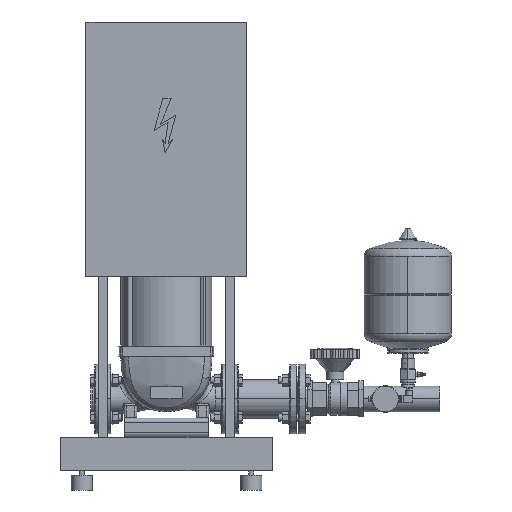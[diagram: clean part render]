
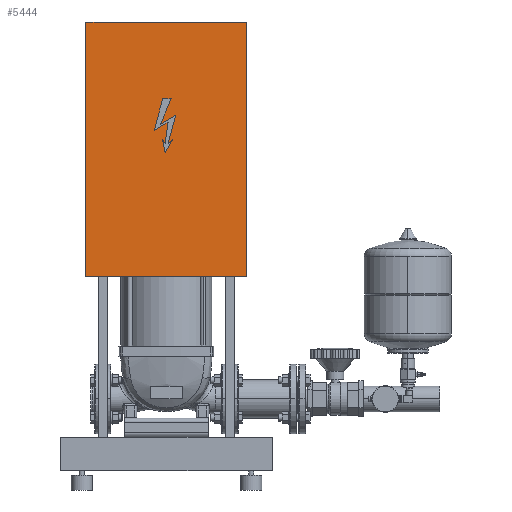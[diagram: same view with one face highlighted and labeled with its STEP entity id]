
A CAD part, front view. The second image highlights one B-rep face of the part: STEP entity #5444.
In plain terms, the highlighted planar face has unit normal (0, -1, 0).
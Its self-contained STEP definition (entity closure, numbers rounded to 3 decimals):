
#5263=CARTESIAN_POINT('',(-190.,-350.0,1105.0));
#5264=VERTEX_POINT('',#5263);
#5271=CARTESIAN_POINT('',(190.,-350.0,1105.0));
#5272=VERTEX_POINT('',#5271);
#5273=CARTESIAN_POINT('',(-190.,-350.0,1105.0));
#5274=DIRECTION('',(1.0,0.0,0.0));
#5275=VECTOR('',#5274,380.);
#5276=LINE('',#5273,#5275);
#5277=EDGE_CURVE('',#5264,#5272,#5276,.T.);
#5324=CARTESIAN_POINT('',(-190.,-350.,505.0));
#5325=VERTEX_POINT('',#5324);
#5332=CARTESIAN_POINT('',(-190.,-350.,505.0));
#5333=DIRECTION('',(0.0,0.0,1.0));
#5334=VECTOR('',#5333,600.0);
#5335=LINE('',#5332,#5334);
#5336=EDGE_CURVE('',#5325,#5264,#5335,.T.);
#5348=CARTESIAN_POINT('',(190.,-350.,505.0));
#5349=VERTEX_POINT('',#5348);
#5356=CARTESIAN_POINT('',(190.,-350.,505.0));
#5357=DIRECTION('',(-1.0,0.0,0.0));
#5358=VECTOR('',#5357,380.0);
#5359=LINE('',#5356,#5358);
#5360=EDGE_CURVE('',#5349,#5325,#5359,.T.);
#5373=CARTESIAN_POINT('',(190.,-350.0,1105.0));
#5374=DIRECTION('',(0.0,0.0,-1.0));
#5375=VECTOR('',#5374,600.0);
#5376=LINE('',#5373,#5375);
#5377=EDGE_CURVE('',#5272,#5349,#5376,.T.);
#5433=CARTESIAN_POINT('',(0.,-350.,805.));
#5434=DIRECTION('',(0.0,-1.0,0.0));
#5435=DIRECTION('',(1.0,0.0,0.0));
#5436=AXIS2_PLACEMENT_3D('',#5433,#5434,#5435);
#5437=PLANE('',#5436);
#5438=ORIENTED_EDGE('',*,*,#5377,.F.);
#5439=ORIENTED_EDGE('',*,*,#5277,.F.);
#5440=ORIENTED_EDGE('',*,*,#5336,.F.);
#5441=ORIENTED_EDGE('',*,*,#5360,.F.);
#5442=EDGE_LOOP('',(#5438,#5439,#5440,#5441));
#5443=FACE_OUTER_BOUND('',#5442,.T.);
#5444=ADVANCED_FACE('',(#5443),#5437,.T.);
